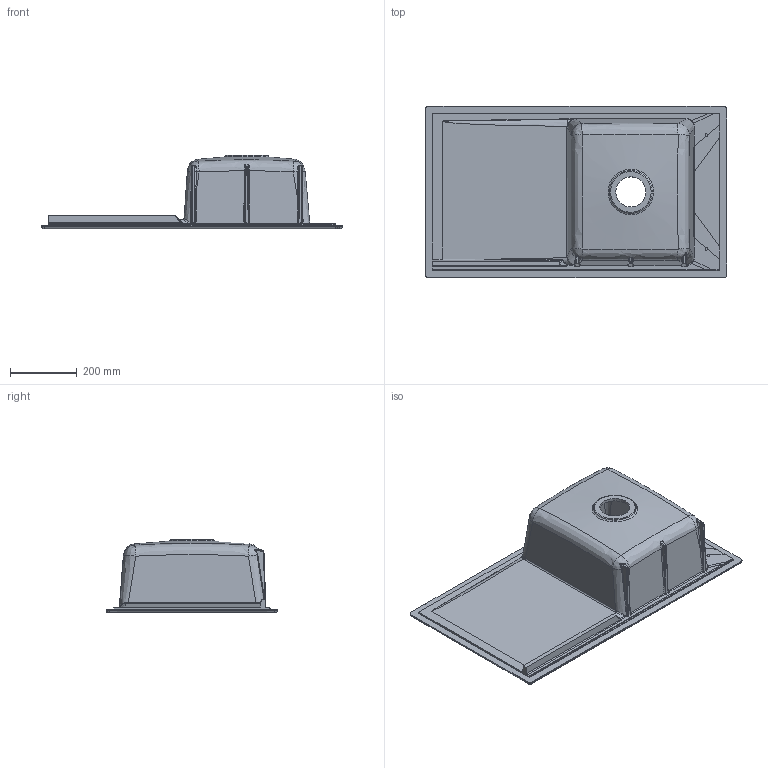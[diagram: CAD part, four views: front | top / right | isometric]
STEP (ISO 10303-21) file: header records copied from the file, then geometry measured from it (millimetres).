
FILE_DESCRIPTION(/* description */ (''),/* implementation_level */ '2;1');
FILE_NAME(/* name */ 'Spuele_3307_Timeline_50.stp',/* time_stamp */ '2019-02-27T08:59:29+01:00',/* author */ (''),/* organization */ (''),/* preprocessor_version */ 'ST-DEVELOPER v16',/* originating_system */ 'SIEMENS PLM Software NX 10.0',/* authorisation */ '');
FILE_SCHEMA (('AUTOMOTIVE_DESIGN { 1 0 10303 214 3 1 1 1 }'));
Length unit declared in the file: millimetre
Products named in the file (1): Sier21901581kq7x
Bounding box: 902.1 x 512.38 x 220 mm (x, y, z)
Volume: 9814702 mm3; surface area: 1440866.6 mm2
Topology: 1 solids, 1 shells, 270 faces, 669 edges, 387 vertices
Faces by surface type: bspline 158, cylinder 45, plane 43, sphere 11, cone 9, torus 3, extrusion 1
Full cylindrical faces by diameter (mm): 90 x1
Entity records: 14292 total; most frequent: CARTESIAN_POINT 9411, ORIENTED_EDGE 1286, EDGE_CURVE 643, DIRECTION 625, VERTEX_POINT 385, B_SPLINE_CURVE_WITH_KNOTS 336, EDGE_LOOP 282, ADVANCED_FACE 270
